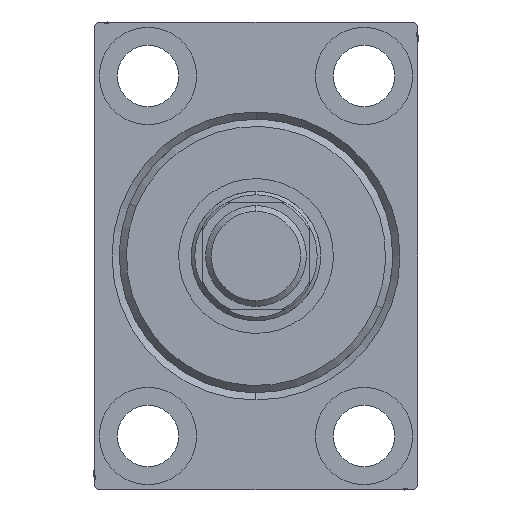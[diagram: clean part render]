
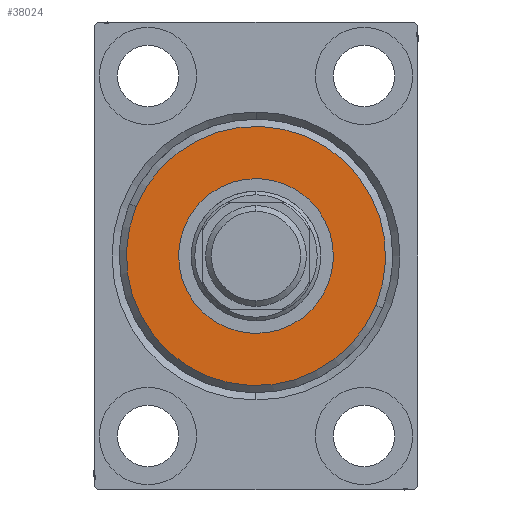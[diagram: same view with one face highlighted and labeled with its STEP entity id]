
A CAD part, left-side view. The second image highlights one B-rep face of the part: STEP entity #38024.
In plain terms, the highlighted face is planar.
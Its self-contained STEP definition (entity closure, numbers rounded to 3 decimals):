
#866 = VERTEX_POINT ( 'NONE', #22464 ) ;
#2388 = CARTESIAN_POINT ( 'NONE',  ( 3., 0., 0. ) ) ;
#5351 = CIRCLE ( 'NONE', #10363, 18. ) ;
#6715 = EDGE_CURVE ( 'NONE', #866, #43880, #30005, .T. ) ;
#7228 = CARTESIAN_POINT ( 'NONE',  ( 3., 0., -10.75 ) ) ;
#9383 = EDGE_LOOP ( 'NONE', ( #28213, #15017 ) ) ;
#10363 = AXIS2_PLACEMENT_3D ( 'NONE', #18113, #27968, #31759 ) ;
#10577 = EDGE_LOOP ( 'NONE', ( #20070, #14744 ) ) ;
#14744 = ORIENTED_EDGE ( 'NONE', *, *, #27240, .T. ) ;
#15017 = ORIENTED_EDGE ( 'NONE', *, *, #32123, .T. ) ;
#17359 = CARTESIAN_POINT ( 'NONE',  ( 3., 0., 0. ) ) ;
#17552 = CARTESIAN_POINT ( 'NONE',  ( 3., 0., 10.75 ) ) ;
#18113 = CARTESIAN_POINT ( 'NONE',  ( 3., 0., 0. ) ) ;
#18787 = CARTESIAN_POINT ( 'NONE',  ( 3., 0., 0. ) ) ;
#19230 = DIRECTION ( 'NONE',  ( 0., 0., -1. ) ) ;
#20070 = ORIENTED_EDGE ( 'NONE', *, *, #6715, .T. ) ;
#21832 = DIRECTION ( 'NONE',  ( 0., 0., -1. ) ) ;
#22400 = CIRCLE ( 'NONE', #23831, 10.75 ) ;
#22464 = CARTESIAN_POINT ( 'NONE',  ( 3., 0., 18. ) ) ;
#23370 = AXIS2_PLACEMENT_3D ( 'NONE', #26057, #25622, #21832 ) ;
#23831 = AXIS2_PLACEMENT_3D ( 'NONE', #17359, #27647, #41276 ) ;
#25622 = DIRECTION ( 'NONE',  ( 1., 0., 0. ) ) ;
#25819 = EDGE_CURVE ( 'NONE', #38938, #40849, #22400, .T. ) ;
#25891 = DIRECTION ( 'NONE',  ( 0., 0., -1. ) ) ;
#26057 = CARTESIAN_POINT ( 'NONE',  ( 3., 0., 0. ) ) ;
#27240 = EDGE_CURVE ( 'NONE', #43880, #866, #5351, .T. ) ;
#27647 = DIRECTION ( 'NONE',  ( -1., 0., 0. ) ) ;
#27968 = DIRECTION ( 'NONE',  ( 1., 0., 0. ) ) ;
#28213 = ORIENTED_EDGE ( 'NONE', *, *, #25819, .T. ) ;
#29259 = DIRECTION ( 'NONE',  ( 1., 0., 0. ) ) ;
#30005 = CIRCLE ( 'NONE', #42115, 18. ) ;
#31759 = DIRECTION ( 'NONE',  ( 0., 0., -1. ) ) ;
#31906 = FACE_BOUND ( 'NONE', #9383, .T. ) ;
#32123 = EDGE_CURVE ( 'NONE', #40849, #38938, #41074, .T. ) ;
#32420 = CARTESIAN_POINT ( 'NONE',  ( 3., 0., -18. ) ) ;
#32784 = PLANE ( 'NONE',  #23370 ) ;
#35256 = FACE_OUTER_BOUND ( 'NONE', #10577, .T. ) ;
#36000 = DIRECTION ( 'NONE',  ( -1., 0., 0. ) ) ;
#36106 = AXIS2_PLACEMENT_3D ( 'NONE', #18787, #36000, #19230 ) ;
#38024 = ADVANCED_FACE ( 'NONE', ( #35256, #31906 ), #32784, .T. ) ;
#38938 = VERTEX_POINT ( 'NONE', #17552 ) ;
#40849 = VERTEX_POINT ( 'NONE', #7228 ) ;
#41074 = CIRCLE ( 'NONE', #36106, 10.75 ) ;
#41276 = DIRECTION ( 'NONE',  ( 0., 0., -1. ) ) ;
#42115 = AXIS2_PLACEMENT_3D ( 'NONE', #2388, #29259, #25891 ) ;
#43880 = VERTEX_POINT ( 'NONE', #32420 ) ;
